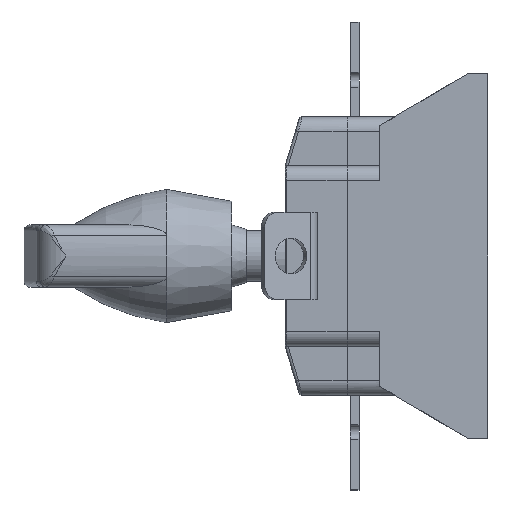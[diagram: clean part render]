
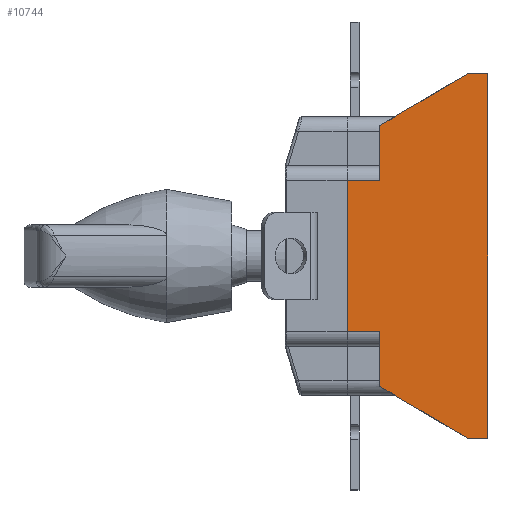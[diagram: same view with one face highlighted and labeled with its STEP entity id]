
A CAD part, left-side view. The second image highlights one B-rep face of the part: STEP entity #10744.
In plain terms, the highlighted planar face has unit normal (-1, 0, 0).
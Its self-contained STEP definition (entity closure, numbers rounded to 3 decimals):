
#238 = LINE ( 'NONE', #3879, #12423 ) ;
#708 = CARTESIAN_POINT ( 'NONE',  ( 0., 0., 0. ) ) ;
#969 = CARTESIAN_POINT ( 'NONE',  ( 0., 47.5, -25.5 ) ) ;
#1021 = EDGE_CURVE ( 'NONE', #3874, #5043, #2837, .T. ) ;
#1961 = VECTOR ( 'NONE', #5076, 1000. ) ;
#2042 = DIRECTION ( 'NONE',  ( 0., -1., 0. ) ) ;
#2138 = VECTOR ( 'NONE', #5258, 1000. ) ;
#2641 = EDGE_CURVE ( 'NONE', #3461, #4390, #5303, .T. ) ;
#2808 = ORIENTED_EDGE ( 'NONE', *, *, #2641, .T. ) ;
#2837 = LINE ( 'NONE', #13511, #1961 ) ;
#2848 = ORIENTED_EDGE ( 'NONE', *, *, #1021, .F. ) ;
#2905 = EDGE_CURVE ( 'NONE', #4207, #14904, #17818, .T. ) ;
#2968 = CARTESIAN_POINT ( 'NONE',  ( 0., 7., 61.5 ) ) ;
#3112 = VECTOR ( 'NONE', #14305, 1000. ) ;
#3461 = VERTEX_POINT ( 'NONE', #14424 ) ;
#3486 = PLANE ( 'NONE',  #15326 ) ;
#3498 = VERTEX_POINT ( 'NONE', #14742 ) ;
#3579 = DIRECTION ( 'NONE',  ( 0., 0.86, 0.51 ) ) ;
#3874 = VERTEX_POINT ( 'NONE', #2968 ) ;
#3879 = CARTESIAN_POINT ( 'NONE',  ( 0., 0., -61.5 ) ) ;
#4201 = LINE ( 'NONE', #4821, #18348 ) ;
#4207 = VERTEX_POINT ( 'NONE', #5068 ) ;
#4390 = VERTEX_POINT ( 'NONE', #16321 ) ;
#4574 = CARTESIAN_POINT ( 'NONE',  ( 0., 7., 61.5 ) ) ;
#4821 = CARTESIAN_POINT ( 'NONE',  ( 0., 0., -25.5 ) ) ;
#4932 = EDGE_CURVE ( 'NONE', #3498, #7390, #11474, .T. ) ;
#5043 = VERTEX_POINT ( 'NONE', #17853 ) ;
#5068 = CARTESIAN_POINT ( 'NONE',  ( 0., 36.5, -44. ) ) ;
#5076 = DIRECTION ( 'NONE',  ( 0., -1., 0. ) ) ;
#5258 = DIRECTION ( 'NONE',  ( 0., 0., 1. ) ) ;
#5303 = LINE ( 'NONE', #14392, #14320 ) ;
#5459 = VECTOR ( 'NONE', #11613, 1000. ) ;
#6096 = ORIENTED_EDGE ( 'NONE', *, *, #17599, .F. ) ;
#6632 = DIRECTION ( 'NONE',  ( 0., 0., 1. ) ) ;
#7012 = VECTOR ( 'NONE', #3579, 1000. ) ;
#7390 = VERTEX_POINT ( 'NONE', #11095 ) ;
#7439 = FACE_OUTER_BOUND ( 'NONE', #15545, .T. ) ;
#7459 = ORIENTED_EDGE ( 'NONE', *, *, #4932, .F. ) ;
#7774 = CARTESIAN_POINT ( 'NONE',  ( 0., 36.5, 44. ) ) ;
#8553 = LINE ( 'NONE', #12090, #7012 ) ;
#8615 = DIRECTION ( 'NONE',  ( 0., -0.86, 0.51 ) ) ;
#8617 = CARTESIAN_POINT ( 'NONE',  ( 0., 36.5, -25.5 ) ) ;
#9574 = VERTEX_POINT ( 'NONE', #969 ) ;
#9774 = ORIENTED_EDGE ( 'NONE', *, *, #9954, .F. ) ;
#9954 = EDGE_CURVE ( 'NONE', #7390, #4207, #8553, .T. ) ;
#10420 = CARTESIAN_POINT ( 'NONE',  ( 0., 0., -61.5 ) ) ;
#10744 = ADVANCED_FACE ( 'NONE', ( #7439 ), #3486, .T. ) ;
#10974 = LINE ( 'NONE', #4574, #14494 ) ;
#10981 = ORIENTED_EDGE ( 'NONE', *, *, #14690, .F. ) ;
#11095 = CARTESIAN_POINT ( 'NONE',  ( 0., 7., -61.5 ) ) ;
#11474 = LINE ( 'NONE', #10420, #15243 ) ;
#11613 = DIRECTION ( 'NONE',  ( 0., 0., 1. ) ) ;
#11630 = DIRECTION ( 'NONE',  ( 0., 1., 0. ) ) ;
#11679 = CARTESIAN_POINT ( 'NONE',  ( 0., 36.5, 44. ) ) ;
#11835 = EDGE_CURVE ( 'NONE', #3461, #17597, #16339, .T. ) ;
#12032 = DIRECTION ( 'NONE',  ( -1., 0., 0. ) ) ;
#12090 = CARTESIAN_POINT ( 'NONE',  ( 0., 7., -61.5 ) ) ;
#12423 = VECTOR ( 'NONE', #14976, 1000. ) ;
#12892 = EDGE_CURVE ( 'NONE', #17597, #3874, #10974, .T. ) ;
#13104 = DIRECTION ( 'NONE',  ( 0., 1., 0. ) ) ;
#13511 = CARTESIAN_POINT ( 'NONE',  ( 0., 0., 61.5 ) ) ;
#13879 = ORIENTED_EDGE ( 'NONE', *, *, #12892, .F. ) ;
#14305 = DIRECTION ( 'NONE',  ( 0., 0., 1. ) ) ;
#14320 = VECTOR ( 'NONE', #11630, 1000. ) ;
#14392 = CARTESIAN_POINT ( 'NONE',  ( 0., 0., 25.5 ) ) ;
#14424 = CARTESIAN_POINT ( 'NONE',  ( 0., 36.5, 25.5 ) ) ;
#14494 = VECTOR ( 'NONE', #8615, 1000. ) ;
#14690 = EDGE_CURVE ( 'NONE', #5043, #3498, #238, .T. ) ;
#14739 = CARTESIAN_POINT ( 'NONE',  ( 0., 47.5, 30.5 ) ) ;
#14742 = CARTESIAN_POINT ( 'NONE',  ( 0., 0., -61.5 ) ) ;
#14904 = VERTEX_POINT ( 'NONE', #8617 ) ;
#14976 = DIRECTION ( 'NONE',  ( 0., 0., -1. ) ) ;
#15243 = VECTOR ( 'NONE', #13104, 1000. ) ;
#15326 = AXIS2_PLACEMENT_3D ( 'NONE', #708, #12032, #6632 ) ;
#15545 = EDGE_LOOP ( 'NONE', ( #6096, #15554, #15784, #9774, #7459, #10981, #2848, #13879, #18360, #2808 ) ) ;
#15554 = ORIENTED_EDGE ( 'NONE', *, *, #15694, .T. ) ;
#15694 = EDGE_CURVE ( 'NONE', #9574, #14904, #4201, .T. ) ;
#15784 = ORIENTED_EDGE ( 'NONE', *, *, #2905, .F. ) ;
#16321 = CARTESIAN_POINT ( 'NONE',  ( 0., 47.5, 25.5 ) ) ;
#16339 = LINE ( 'NONE', #17134, #3112 ) ;
#17119 = LINE ( 'NONE', #14739, #2138 ) ;
#17134 = CARTESIAN_POINT ( 'NONE',  ( 0., 36.5, 44. ) ) ;
#17597 = VERTEX_POINT ( 'NONE', #7774 ) ;
#17599 = EDGE_CURVE ( 'NONE', #9574, #4390, #17119, .T. ) ;
#17818 = LINE ( 'NONE', #11679, #5459 ) ;
#17853 = CARTESIAN_POINT ( 'NONE',  ( 0., 0., 61.5 ) ) ;
#18348 = VECTOR ( 'NONE', #2042, 1000. ) ;
#18360 = ORIENTED_EDGE ( 'NONE', *, *, #11835, .F. ) ;
